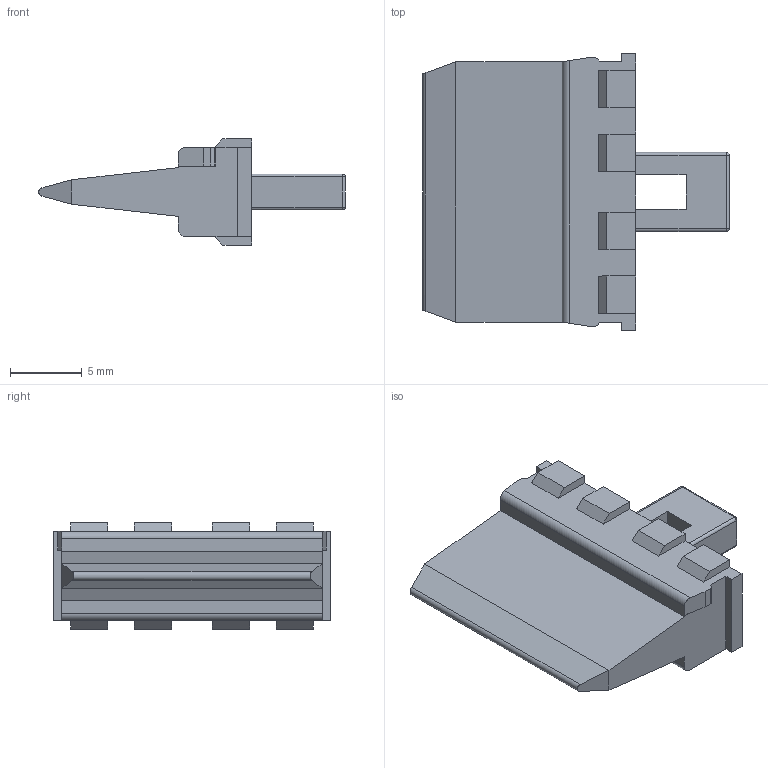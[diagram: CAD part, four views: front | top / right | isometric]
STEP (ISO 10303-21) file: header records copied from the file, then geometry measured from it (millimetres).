
FILE_DESCRIPTION((''),'2;1');
FILE_NAME('AW8P','2014-11-03T',('Orion.Li'),(''),'PRO/ENGINEER BY PARAMETRIC TECHNOLOGY CORPORATION, 2013230','PRO/ENGINEER BY PARAMETRIC TECHNOLOGY CORPORATION, 2013230','');
FILE_SCHEMA(('CONFIG_CONTROL_DESIGN'));
Length unit declared in the file: millimetre
Products named in the file (1): AW8P
Bounding box: 21.3 x 19.25 x 7.4 mm (x, y, z)
Volume: 849.6 mm3; surface area: 1224.3 mm2
Topology: 1 solids, 1 shells, 98 faces, 270 edges, 174 vertices
Faces by surface type: plane 79, cylinder 15, sphere 4
Entity records: 3132 total; most frequent: CARTESIAN_POINT 584, ORIENTED_EDGE 540, DIRECTION 488, EDGE_CURVE 270, VECTOR 240, LINE 240, VERTEX_POINT 174, AXIS2_PLACEMENT_3D 124
